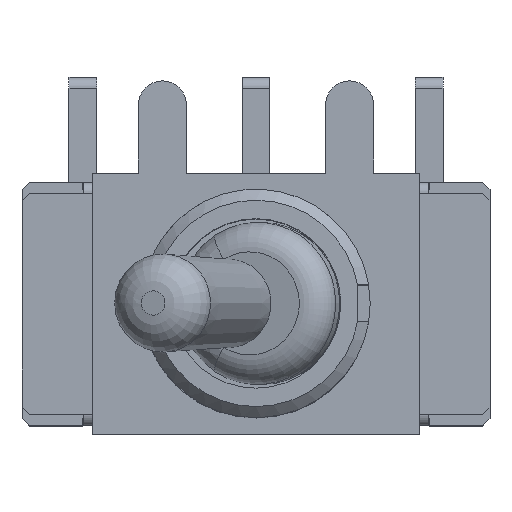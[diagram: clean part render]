
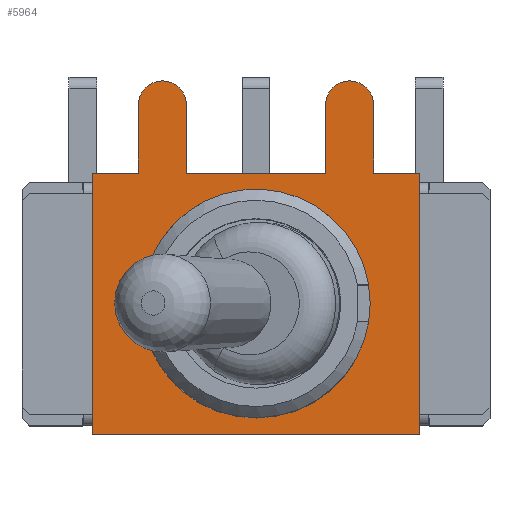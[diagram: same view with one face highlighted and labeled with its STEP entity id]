
A CAD part, top view. The second image highlights one B-rep face of the part: STEP entity #5964.
In plain terms, the highlighted face is planar.
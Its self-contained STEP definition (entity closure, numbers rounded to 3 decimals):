
#906=LINE('',#12785,#1420);
#909=LINE('',#12791,#1423);
#912=LINE('',#12797,#1426);
#913=LINE('',#12799,#1427);
#918=LINE('',#12809,#1432);
#920=LINE('',#12813,#1434);
#926=LINE('',#12831,#1440);
#927=LINE('',#12833,#1441);
#928=LINE('',#12835,#1442);
#929=LINE('',#12839,#1443);
#1420=VECTOR('',#9267,1000.);
#1423=VECTOR('',#9272,1000.);
#1426=VECTOR('',#9277,1000.);
#1427=VECTOR('',#9280,1000.);
#1432=VECTOR('',#9287,1000.);
#1434=VECTOR('',#9291,1000.);
#1440=VECTOR('',#9307,1000.);
#1441=VECTOR('',#9308,1000.);
#1442=VECTOR('',#9309,1000.);
#1443=VECTOR('',#9312,1000.);
#3113=ORIENTED_EDGE('',*,*,#3988,.F.);
#3114=ORIENTED_EDGE('',*,*,#3989,.F.);
#3115=ORIENTED_EDGE('',*,*,#3980,.F.);
#3116=ORIENTED_EDGE('',*,*,#3962,.F.);
#3117=ORIENTED_EDGE('',*,*,#3966,.F.);
#3118=ORIENTED_EDGE('',*,*,#3969,.F.);
#3119=ORIENTED_EDGE('',*,*,#3972,.F.);
#3120=ORIENTED_EDGE('',*,*,#3973,.F.);
#3121=ORIENTED_EDGE('',*,*,#3978,.F.);
#3122=ORIENTED_EDGE('',*,*,#3990,.F.);
#3123=ORIENTED_EDGE('',*,*,#3991,.T.);
#3124=ORIENTED_EDGE('',*,*,#3992,.T.);
#3125=ORIENTED_EDGE('',*,*,#3993,.T.);
#3962=EDGE_CURVE('',#4540,#4541,#4630,.T.);
#3966=EDGE_CURVE('',#4543,#4540,#906,.T.);
#3969=EDGE_CURVE('',#4545,#4543,#909,.T.);
#3972=EDGE_CURVE('',#4547,#4545,#912,.T.);
#3973=EDGE_CURVE('',#4548,#4547,#913,.T.);
#3978=EDGE_CURVE('',#4551,#4548,#918,.T.);
#3980=EDGE_CURVE('',#4541,#4553,#920,.T.);
#3988=EDGE_CURVE('',#4559,#4559,#4633,.F.);
#3989=EDGE_CURVE('',#4553,#4560,#926,.T.);
#3990=EDGE_CURVE('',#4561,#4551,#927,.T.);
#3991=EDGE_CURVE('',#4561,#4562,#928,.T.);
#3992=EDGE_CURVE('',#4562,#4563,#4634,.T.);
#3993=EDGE_CURVE('',#4563,#4560,#929,.T.);
#4540=VERTEX_POINT('',#12776);
#4541=VERTEX_POINT('',#12778);
#4543=VERTEX_POINT('',#12784);
#4545=VERTEX_POINT('',#12790);
#4547=VERTEX_POINT('',#12796);
#4548=VERTEX_POINT('',#12800);
#4551=VERTEX_POINT('',#12808);
#4553=VERTEX_POINT('',#12814);
#4559=VERTEX_POINT('',#12830);
#4560=VERTEX_POINT('',#12832);
#4561=VERTEX_POINT('',#12834);
#4562=VERTEX_POINT('',#12836);
#4563=VERTEX_POINT('',#12838);
#4630=CIRCLE('',#7973,0.65);
#4633=CIRCLE('',#7984,3.1);
#4634=CIRCLE('',#7985,0.65);
#5002=EDGE_LOOP('',(#3113));
#5003=EDGE_LOOP('',(#3114,#3115,#3116,#3117,#3118,#3119,#3120,#3121,#3122,
#3123,#3124,#3125));
#5378=FACE_BOUND('',#5002,.T.);
#5379=FACE_BOUND('',#5003,.T.);
#5632=PLANE('',#7983);
#5964=ADVANCED_FACE('',(#5378,#5379),#5632,.F.);
#7973=AXIS2_PLACEMENT_3D('',#12777,#9260,#9261);
#7983=AXIS2_PLACEMENT_3D('',#12828,#9303,#9304);
#7984=AXIS2_PLACEMENT_3D('',#12829,#9305,#9306);
#7985=AXIS2_PLACEMENT_3D('',#12837,#9310,#9311);
#9260=DIRECTION('',(0.,0.,1.));
#9261=DIRECTION('',(-1.,0.,0.));
#9267=DIRECTION('',(0.,-1.,0.));
#9272=DIRECTION('',(1.,0.,0.));
#9277=DIRECTION('',(0.,-1.,0.));
#9280=DIRECTION('',(-1.,0.,0.));
#9287=DIRECTION('',(0.,1.,0.));
#9291=DIRECTION('',(0.,1.,0.));
#9303=DIRECTION('',(0.,0.,1.));
#9304=DIRECTION('',(1.,0.,0.));
#9305=DIRECTION('',(0.,0.,1.));
#9306=DIRECTION('',(1.,0.,0.));
#9307=DIRECTION('',(1.,0.,0.));
#9308=DIRECTION('',(1.,0.,0.));
#9309=DIRECTION('',(0.,-1.,0.));
#9310=DIRECTION('',(0.,0.,-1.));
#9311=DIRECTION('',(1.,0.,0.));
#9312=DIRECTION('',(0.,1.,0.));
#12776=CARTESIAN_POINT('',(-3.19,-5.4,-0.5));
#12777=CARTESIAN_POINT('',(-2.54,-5.4,-0.5));
#12778=CARTESIAN_POINT('',(-1.89,-5.4,-0.5));
#12784=CARTESIAN_POINT('',(-3.19,-3.55,-0.5));
#12785=CARTESIAN_POINT('',(-3.19,-3.55,-0.5));
#12790=CARTESIAN_POINT('',(-4.45,-3.55,-0.5));
#12791=CARTESIAN_POINT('',(-4.45,-3.55,-0.5));
#12796=CARTESIAN_POINT('',(-4.45,3.55,-0.5));
#12797=CARTESIAN_POINT('',(-4.45,3.55,-0.5));
#12799=CARTESIAN_POINT('',(4.45,3.55,-0.5));
#12800=CARTESIAN_POINT('',(4.45,3.55,-0.5));
#12808=CARTESIAN_POINT('',(4.45,-3.55,-0.5));
#12809=CARTESIAN_POINT('',(4.45,-3.55,-0.5));
#12813=CARTESIAN_POINT('',(-1.89,-5.4,-0.5));
#12814=CARTESIAN_POINT('',(-1.89,-3.55,-0.5));
#12828=CARTESIAN_POINT('',(0.,0.,-0.5));
#12829=CARTESIAN_POINT('',(0.,0.,-0.5));
#12830=CARTESIAN_POINT('',(3.1,0.,-0.5));
#12831=CARTESIAN_POINT('',(-4.45,-3.55,-0.5));
#12832=CARTESIAN_POINT('',(1.89,-3.55,-0.5));
#12833=CARTESIAN_POINT('',(-4.45,-3.55,-0.5));
#12834=CARTESIAN_POINT('',(3.19,-3.55,-0.5));
#12835=CARTESIAN_POINT('',(3.19,-3.55,-0.5));
#12836=CARTESIAN_POINT('',(3.19,-5.4,-0.5));
#12837=CARTESIAN_POINT('',(2.54,-5.4,-0.5));
#12838=CARTESIAN_POINT('',(1.89,-5.4,-0.5));
#12839=CARTESIAN_POINT('',(1.89,-5.4,-0.5));
